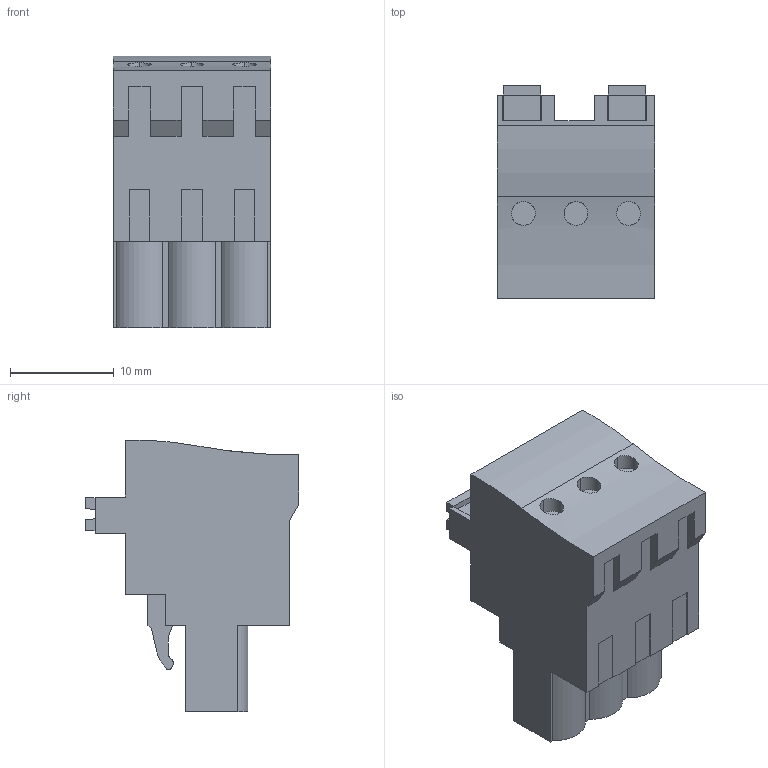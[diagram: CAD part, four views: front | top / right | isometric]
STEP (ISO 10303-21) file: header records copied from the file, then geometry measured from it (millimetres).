
FILE_DESCRIPTION(('CATIA V5 STEP Exchange','CAx-IF Rec.Pracs.--- Model Styling and Organization---1.4--- 2014-01-23'),'2;1');
FILE_NAME ('1271793-1_0_2764380000_2764380000.stp','2021-05-17T06:55:24+00:00',('none'),('Weidmueller'),'CATIA Version 5-6 Release 2016 SP3 HF44','CATIA V5 STEP AP214','none');
FILE_SCHEMA(('AUTOMOTIVE_DESIGN { 1 0 10303 214 1 1 1 1 }'));
Length unit declared in the file: millimetre
Products named in the file (1): 2764380000
Bounding box: 15.24 x 20.64 x 26.24 mm (x, y, z)
Volume: 4654.4 mm3; surface area: 2469.3 mm2
Topology: 3 solids, 3 shells, 219 faces, 618 edges, 417 vertices
Faces by surface type: plane 176, cylinder 35, extrusion 8
Entity records: 7318 total; most frequent: CARTESIAN_POINT 1523, ORIENTED_EDGE 1236, DIRECTION 971, EDGE_CURVE 618, VECTOR 538, LINE 530, VERTEX_POINT 417, AXIS2_PLACEMENT_3D 246
